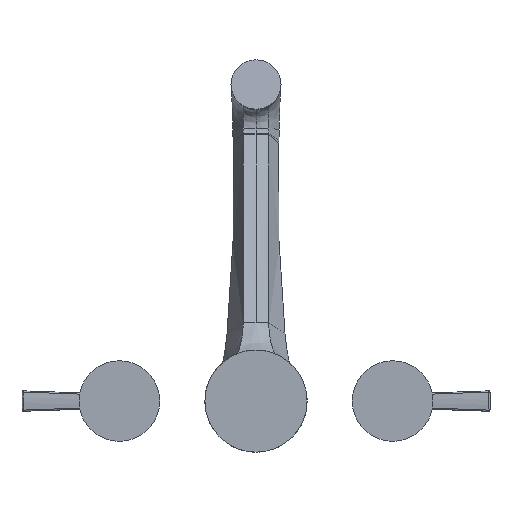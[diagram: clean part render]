
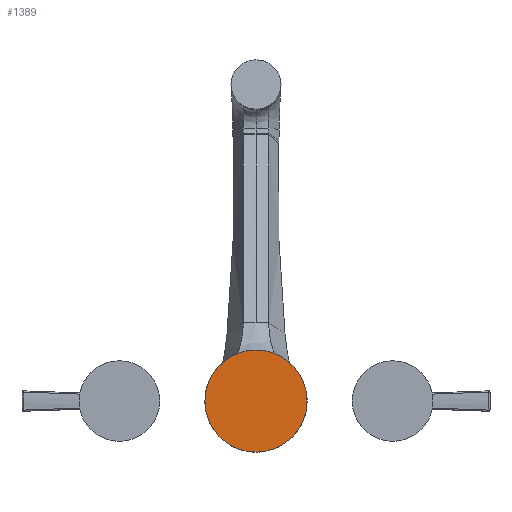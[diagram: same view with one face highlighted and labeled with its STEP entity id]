
A CAD part, front view. The second image highlights one B-rep face of the part: STEP entity #1389.
In plain terms, the highlighted planar face has unit normal (0, -1, 0).
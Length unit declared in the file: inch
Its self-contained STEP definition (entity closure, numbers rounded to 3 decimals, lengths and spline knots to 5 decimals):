
#136=CARTESIAN_POINT('',(0.,0.,0.));
#137=DIRECTION('',(0.,1.,0.));
#138=DIRECTION('',(1.,0.,0.));
#139=AXIS2_PLACEMENT_3D('',#136,#137,#138);
#241=CARTESIAN_POINT('',(0.,0.,0.));
#242=DIRECTION('',(0.,1.,0.));
#243=DIRECTION('',(-1.,0.,0.));
#244=AXIS2_PLACEMENT_3D('',#241,#242,#243);
#1122=CARTESIAN_POINT('',(-1.495,0.,0.));
#1123=CARTESIAN_POINT('',(1.495,0.,0.));
#1124=VERTEX_POINT('',#1122);
#1125=VERTEX_POINT('',#1123);
#1379=CARTESIAN_POINT('',(0.,0.,0.));
#1380=DIRECTION('',(0.,1.,0.));
#1381=DIRECTION('',(0.,0.,-1.));
#1382=AXIS2_PLACEMENT_3D('',#1379,#1380,#1381);
#1383=PLANE('',#1382);
#1385=ORIENTED_EDGE('',*,*,#1384,.T.);
#1386=ORIENTED_EDGE('',*,*,#1366,.T.);
#1387=EDGE_LOOP('',(#1385,#1386));
#1388=FACE_OUTER_BOUND('',#1387,.F.);
#1389=ADVANCED_FACE('',(#1388),#1383,.F.);
#140=CIRCLE('',#139,1.495);
#245=CIRCLE('',#244,1.495);
#1366=EDGE_CURVE('',#1125,#1124,#140,.T.);
#1384=EDGE_CURVE('',#1124,#1125,#245,.T.);
